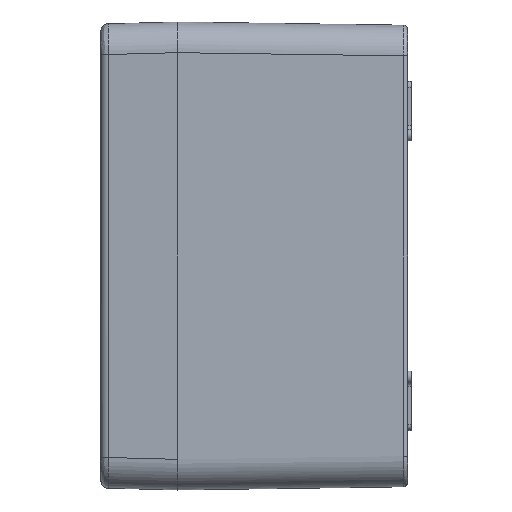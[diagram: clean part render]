
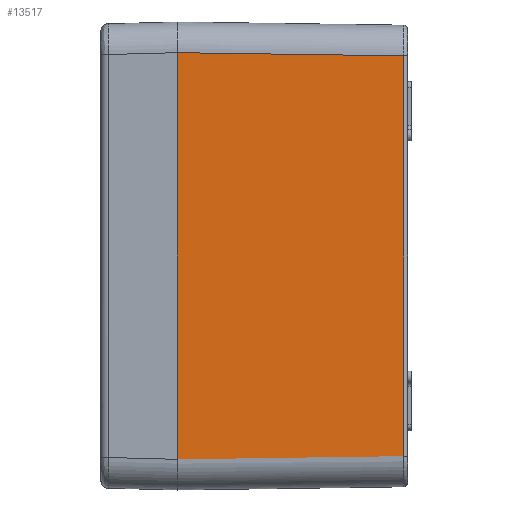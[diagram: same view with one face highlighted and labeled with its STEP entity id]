
A CAD part, left-side view. The second image highlights one B-rep face of the part: STEP entity #13517.
In plain terms, the highlighted planar face has unit normal (-1, -0.014, 0).
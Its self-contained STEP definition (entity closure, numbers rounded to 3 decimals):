
#2337 = VECTOR ( 'NONE', #6945, 1000. ) ;
#2385 = AXIS2_PLACEMENT_3D ( 'NONE', #15458, #10108, #13544 ) ;
#2459 = VERTEX_POINT ( 'NONE', #3313 ) ;
#3313 = CARTESIAN_POINT ( 'NONE',  ( -60.176, 0.986, 52.177 ) ) ;
#3448 = FACE_OUTER_BOUND ( 'NONE', #4371, .T. ) ;
#4371 = EDGE_LOOP ( 'NONE', ( #15895, #16183, #5143, #9170 ) ) ;
#5143 = ORIENTED_EDGE ( 'NONE', *, *, #12321, .T. ) ;
#5153 = CARTESIAN_POINT ( 'NONE',  ( -60.176, 0.986, -52.176 ) ) ;
#5788 = CARTESIAN_POINT ( 'NONE',  ( -60.176, 0.986, 17.392 ) ) ;
#5882 = VECTOR ( 'NONE', #11366, 1000. ) ;
#6945 = DIRECTION ( 'NONE',  ( 0., 0., 1. ) ) ;
#8700 = VERTEX_POINT ( 'NONE', #9667 ) ;
#9170 = ORIENTED_EDGE ( 'NONE', *, *, #21105, .F. ) ;
#9205 = CARTESIAN_POINT ( 'NONE',  ( -60.176, 0.986, 52.177 ) ) ;
#9338 = CARTESIAN_POINT ( 'NONE',  ( -61., 60., -53.001 ) ) ;
#9343 = VERTEX_POINT ( 'NONE', #14838 ) ;
#9599 = CARTESIAN_POINT ( 'NONE',  ( -60.725, 40.329, 52.726 ) ) ;
#9667 = CARTESIAN_POINT ( 'NONE',  ( -60.176, 0.986, -52.176 ) ) ;
#10108 = DIRECTION ( 'NONE',  ( -1., -0.014, 0. ) ) ;
#10582 = LINE ( 'NONE', #12040, #2337 ) ;
#11366 = DIRECTION ( 'NONE',  ( 0.014, -1., 0.014 ) ) ;
#12040 = CARTESIAN_POINT ( 'NONE',  ( -61., 60., -53.001 ) ) ;
#12321 = EDGE_CURVE ( 'NONE', #9343, #8700, #16151, .T. ) ;
#13213 = B_SPLINE_CURVE_WITH_KNOTS ( 'NONE', 3,
 ( #21216, #9599, #17757, #16086 ),
 .UNSPECIFIED., .F., .F.,
 ( 4, 4 ),
 ( 0., 1. ),
 .UNSPECIFIED. ) ;
#13342 = PLANE ( 'NONE',  #2385 ) ;
#13517 = ADVANCED_FACE ( 'NONE', ( #3448 ), #13342, .T. ) ;
#13544 = DIRECTION ( 'NONE',  ( -0.014, 1., 0. ) ) ;
#14369 = VERTEX_POINT ( 'NONE', #15914 ) ;
#14838 = CARTESIAN_POINT ( 'NONE',  ( -61., 60., -53.001 ) ) ;
#14860 = EDGE_CURVE ( 'NONE', #9343, #14369, #10582, .T. ) ;
#15458 = CARTESIAN_POINT ( 'NONE',  ( -61., 60., -64.205 ) ) ;
#15895 = ORIENTED_EDGE ( 'NONE', *, *, #20287, .F. ) ;
#15914 = CARTESIAN_POINT ( 'NONE',  ( -61., 60., 53.001 ) ) ;
#16086 = CARTESIAN_POINT ( 'NONE',  ( -60.176, 0.986, 52.177 ) ) ;
#16151 = LINE ( 'NONE', #9338, #5882 ) ;
#16183 = ORIENTED_EDGE ( 'NONE', *, *, #14860, .F. ) ;
#17757 = CARTESIAN_POINT ( 'NONE',  ( -60.451, 20.657, 52.451 ) ) ;
#18603 = CARTESIAN_POINT ( 'NONE',  ( -60.176, 0.986, -17.392 ) ) ;
#20287 = EDGE_CURVE ( 'NONE', #14369, #2459, #13213, .T. ) ;
#20642 = B_SPLINE_CURVE_WITH_KNOTS ( 'NONE', 3,
 ( #9205, #5788, #18603, #5153 ),
 .UNSPECIFIED., .F., .F.,
 ( 4, 4 ),
 ( 0., 1. ),
 .UNSPECIFIED. ) ;
#21105 = EDGE_CURVE ( 'NONE', #2459, #8700, #20642, .T. ) ;
#21216 = CARTESIAN_POINT ( 'NONE',  ( -61., 60., 53.001 ) ) ;
